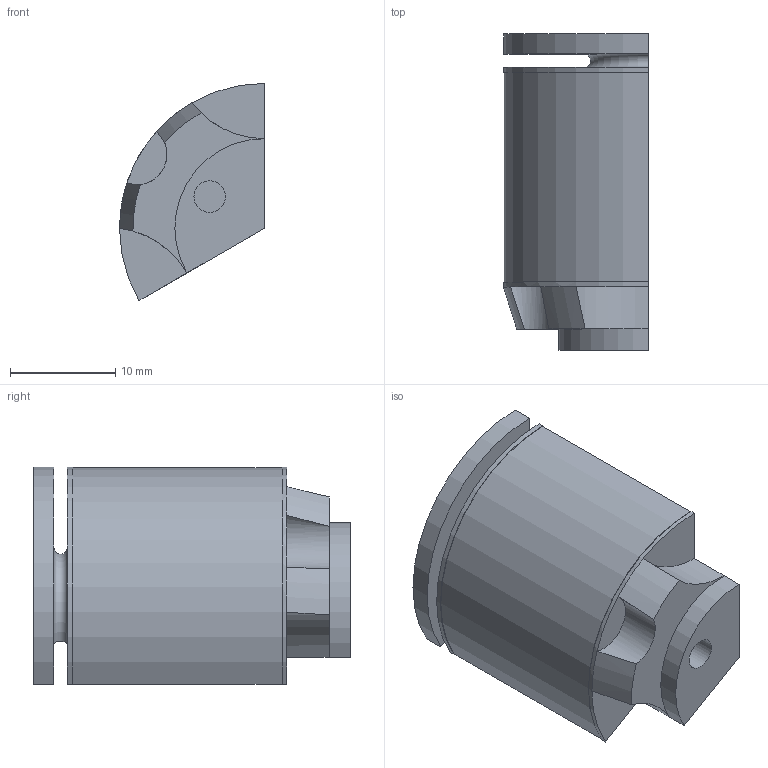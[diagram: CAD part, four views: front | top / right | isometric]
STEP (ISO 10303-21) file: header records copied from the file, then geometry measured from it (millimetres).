
FILE_DESCRIPTION(/* description */ (''),/* implementation_level */ '2;1');
FILE_NAME(/* name */ 'MotorPart.stp',/* time_stamp */ '2015-05-12T06:50:38-07:00',/* author */ ('Admin'),/* organization */ (''),/* preprocessor_version */ 'ST-DEVELOPER v16.1',/* originating_system */ 'Autodesk Inventor 2016',/* authorisation */ '');
FILE_SCHEMA (('AUTOMOTIVE_DESIGN { 1 0 10303 214 3 1 1 }'));
Length unit declared in the file: inch
Products named in the file (1): MotorPart
Bounding box: 13.75 x 30 x 20.62 mm (x, y, z)
Surface area: 4669.2 mm2
Topology: 2 solids, 2 shells, 50 faces, 148 edges, 104 vertices
Faces by surface type: plane 26, cylinder 18, cone 4, torus 2
Full cylindrical faces by diameter (mm): 3 x2
Entity records: 1692 total; most frequent: CARTESIAN_POINT 321, DIRECTION 316, ORIENTED_EDGE 252, AXIS2_PLACEMENT_3D 127, EDGE_CURVE 126, VERTEX_POINT 84, CIRCLE 76, LINE 62
